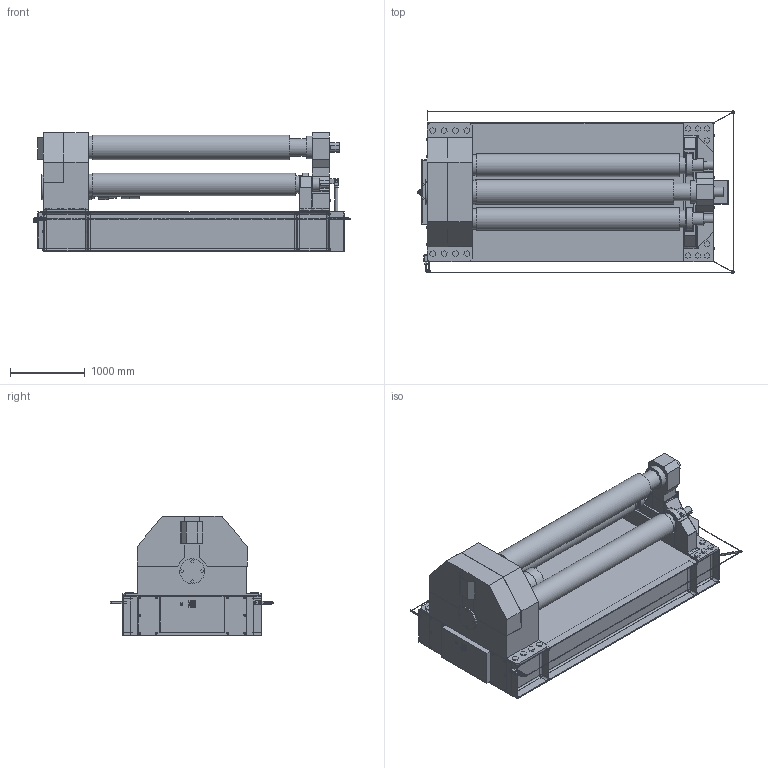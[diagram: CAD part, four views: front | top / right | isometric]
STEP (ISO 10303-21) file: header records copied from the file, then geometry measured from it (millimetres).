
FILE_DESCRIPTION(('FreeCAD Model'),'2;1');
FILE_NAME('Open CASCADE Shape Model','2025-05-08T07:38:46',('FreeCAD'),( 'FreeCAD'),'Open CASCADE STEP processor 7.6','FreeCAD','Unknown');
FILE_SCHEMA(('AUTOMOTIVE_DESIGN { 1 0 10303 214 1 1 1 1 }'));
Products named in the file (1): Open CASCADE STEP translator 7.6 1
Bounding box: 4229.69 x 2177.96 x 1593.23 mm (x, y, z)
Volume: 1762851009.8 mm3; surface area: 73335442.4 mm2
Topology: 64 solids, 67 shells, 2528 faces, 6426 edges, 4119 vertices
Faces by surface type: bspline 2528
Entity records: 87676 total; most frequent: CARTESIAN_POINT 50072, ORIENTED_EDGE 12744, EDGE_CURVE 6372, B_SPLINE_CURVE_WITH_KNOTS 4508, VERTEX_POINT 4119, FACE_BOUND 2731, EDGE_LOOP 2731, ADVANCED_FACE 2528
